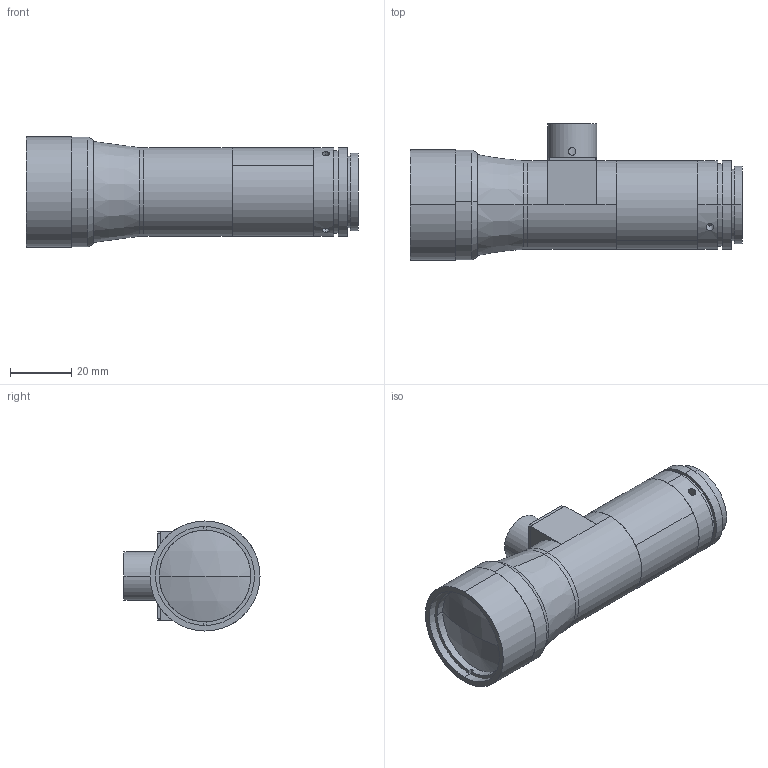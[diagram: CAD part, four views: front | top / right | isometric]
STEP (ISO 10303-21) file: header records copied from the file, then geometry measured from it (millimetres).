
FILE_DESCRIPTION (( 'STEP AP203' ), '1' );
FILE_NAME ('WD65HRT_05X_蚾饜芞_2012V5.STEP', '2016-02-22T01:29:46', ( 'cherishsunshine' ), ( '' ), 'SwSTEP 2.0', 'SolidWorks 2014', '' );
FILE_SCHEMA (( 'CONFIG_CONTROL_DESIGN' ));
Length unit declared in the file: millimetre
Products named in the file (1): WD65HRT_05X_蚾饜芞_2012V5
Bounding box: 108.56 x 44.5 x 36 mm (x, y, z)
Surface area: 17696 mm2 (no closed solid volume)
Topology: 0 solids, 12 shells, 115 faces, 294 edges, 197 vertices
Faces by surface type: cylinder 67, plane 42, cone 4, sphere 2
Entity records: 3876 total; most frequent: CARTESIAN_POINT 915, DIRECTION 662, ORIENTED_EDGE 506, EDGE_CURVE 294, AXIS2_PLACEMENT_3D 268, VERTEX_POINT 197, CIRCLE 152, EDGE_LOOP 146
